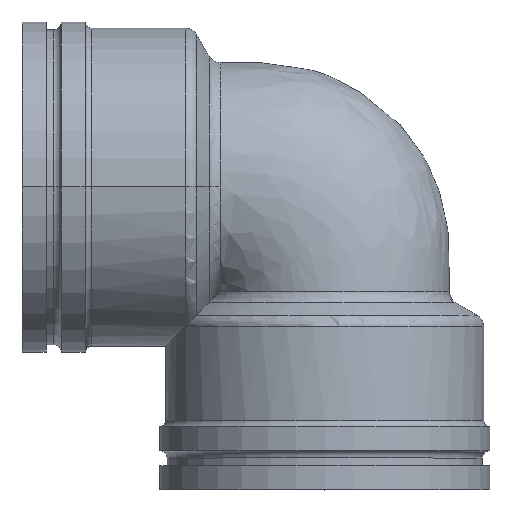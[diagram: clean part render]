
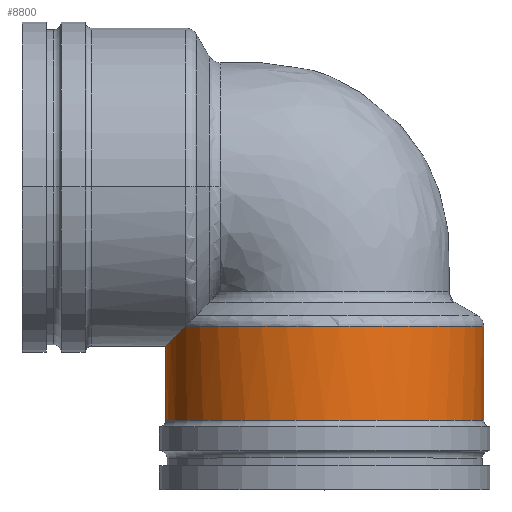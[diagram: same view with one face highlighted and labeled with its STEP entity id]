
A CAD part, top view. The second image highlights one B-rep face of the part: STEP entity #8800.
In plain terms, the highlighted cylindrical face has radius 25.241 mm (diameter 50.482 mm), a partial arc.
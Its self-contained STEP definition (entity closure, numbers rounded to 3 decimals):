
#531 = CARTESIAN_POINT ( 'NONE',  ( 19.295, -25.241, 0. ) ) ;
#547 = CARTESIAN_POINT ( 'NONE',  ( 69.776, -22.08, 0. ) ) ;
#549 = CARTESIAN_POINT ( 'NONE',  ( 22.456, -22.08, 12.231 ) ) ;
#551 = CARTESIAN_POINT ( 'NONE',  ( 69.776, -37., 0. ) ) ;
#552 = CARTESIAN_POINT ( 'NONE',  ( 19.295, -37., 0. ) ) ;
#1085 = AXIS2_PLACEMENT_3D ( 'NONE', #3688, #3685, #3691 ) ;
#1104 = VECTOR ( 'NONE', #1169, 1000. ) ;
#1115 = CIRCLE ( 'NONE', #1119, 25.241 ) ;
#1117 = VECTOR ( 'NONE', #1174, 1000. ) ;
#1119 = AXIS2_PLACEMENT_3D ( 'NONE', #1171, #1172, #1173 ) ;
#1120 = CIRCLE ( 'NONE', #1122, 25.241 ) ;
#1122 = AXIS2_PLACEMENT_3D ( 'NONE', #1175, #1176, #1177 ) ;
#1163 = CARTESIAN_POINT ( 'NONE',  ( 19.295, -25.241, 4.302 ) ) ;
#1164 = CARTESIAN_POINT ( 'NONE',  ( 20.371, -24.164, 8.467 ) ) ;
#1165 = CARTESIAN_POINT ( 'NONE',  ( 22.456, -22.08, 12.231 ) ) ;
#1166 = LINE ( 'NONE', #1168, #1104 ) ;
#1167 = CARTESIAN_POINT ( 'NONE',  ( 69.776, -43.847, 0. ) ) ;
#1168 = CARTESIAN_POINT ( 'NONE',  ( 19.295, -43.847, 0. ) ) ;
#1169 = DIRECTION ( 'NONE',  ( 0., -1., 0. ) ) ;
#1170 = LINE ( 'NONE', #1167, #1117 ) ;
#1171 = CARTESIAN_POINT ( 'NONE',  ( 44.535, -37., 0. ) ) ;
#1172 = DIRECTION ( 'NONE',  ( 0., -1., 0. ) ) ;
#1173 = DIRECTION ( 'NONE',  ( 1., 0., 0. ) ) ;
#1174 = DIRECTION ( 'NONE',  ( 0., -1., 0. ) ) ;
#1175 = CARTESIAN_POINT ( 'NONE',  ( 44.535, -22.08, 0. ) ) ;
#1176 = DIRECTION ( 'NONE',  ( 0., -1., 0. ) ) ;
#1177 = DIRECTION ( 'NONE',  ( 1., 0., 0. ) ) ;
#3685 = DIRECTION ( 'NONE',  ( 0., -1., 0. ) ) ;
#3686 = FACE_OUTER_BOUND ( 'NONE', #4198, .T. ) ;
#3688 = CARTESIAN_POINT ( 'NONE',  ( 44.535, -43.847, 0. ) ) ;
#3690 = CYLINDRICAL_SURFACE ( 'NONE', #1085, 25.241 ) ;
#3691 = DIRECTION ( 'NONE',  ( 1., 0., 0. ) ) ;
#3799 = CARTESIAN_POINT ( 'NONE',  ( 19.295, -25.241, 0. ) ) ;
#4198 = EDGE_LOOP ( 'NONE', ( #4257, #4258, #4259, #4260, #4261 ) ) ;
#4257 = ORIENTED_EDGE ( 'NONE', *, *, #8826, .F. ) ;
#4258 = ORIENTED_EDGE ( 'NONE', *, *, #8827, .T. ) ;
#4259 = ORIENTED_EDGE ( 'NONE', *, *, #8828, .F. ) ;
#4260 = ORIENTED_EDGE ( 'NONE', *, *, #8829, .F. ) ;
#4261 = ORIENTED_EDGE ( 'NONE', *, *, #8830, .T. ) ;
#7444 =( BOUNDED_CURVE ( )  B_SPLINE_CURVE ( 3, ( #3799, #1163, #1164, #1165 ),
 .UNSPECIFIED., .F., .T. ) 
 B_SPLINE_CURVE_WITH_KNOTS ( ( 4, 4 ),
 ( 0., 0.506 ),
 .UNSPECIFIED. ) 
 CURVE ( )  GEOMETRIC_REPRESENTATION_ITEM ( )  RATIONAL_B_SPLINE_CURVE ( ( 1., 0.979, 0.979, 1. ) ) 
 REPRESENTATION_ITEM ( '' )  );
#8147 = VERTEX_POINT ( 'NONE', #531 ) ;
#8164 = VERTEX_POINT ( 'NONE', #547 ) ;
#8166 = VERTEX_POINT ( 'NONE', #549 ) ;
#8168 = VERTEX_POINT ( 'NONE', #551 ) ;
#8169 = VERTEX_POINT ( 'NONE', #552 ) ;
#8800 = ADVANCED_FACE ( 'NONE', ( #3686 ), #3690, .T. ) ;
#8826 = EDGE_CURVE ( 'NONE', #8147, #8166, #7444, .T. ) ;
#8827 = EDGE_CURVE ( 'NONE', #8147, #8169, #1166, .T. ) ;
#8828 = EDGE_CURVE ( 'NONE', #8168, #8169, #1115, .T. ) ;
#8829 = EDGE_CURVE ( 'NONE', #8164, #8168, #1170, .T. ) ;
#8830 = EDGE_CURVE ( 'NONE', #8164, #8166, #1120, .T. ) ;
